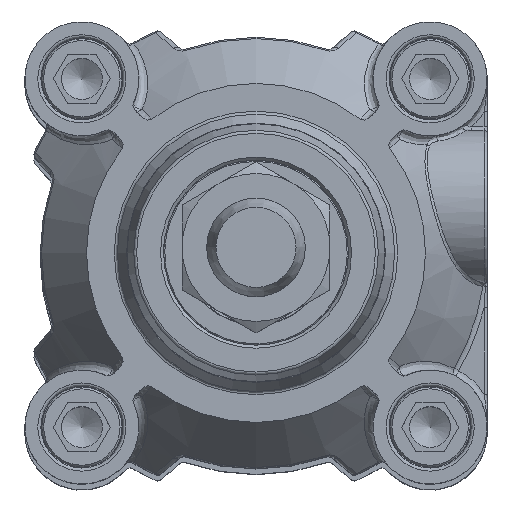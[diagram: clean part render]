
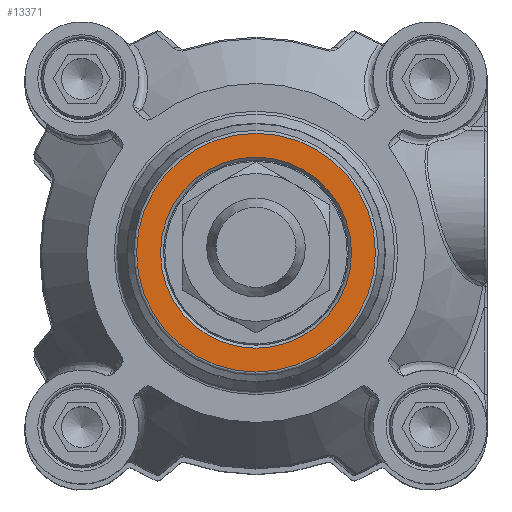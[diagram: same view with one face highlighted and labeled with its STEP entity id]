
A CAD part, top view. The second image highlights one B-rep face of the part: STEP entity #13371.
In plain terms, the highlighted planar face has unit normal (0, 0, 1).
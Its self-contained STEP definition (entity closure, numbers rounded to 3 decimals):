
#1299=FACE_BOUND('',#3269,.T.);
#1528=PLANE('',#14908);
#2454=FACE_OUTER_BOUND('',#3268,.T.);
#3268=EDGE_LOOP('',(#12314,#12315));
#3269=EDGE_LOOP('',(#12316));
#5622=CIRCLE('',#14906,15.5);
#5624=CIRCLE('',#14909,19.366);
#5625=CIRCLE('',#14910,19.366);
#6852=VERTEX_POINT('',#26678);
#6853=VERTEX_POINT('',#26683);
#6854=VERTEX_POINT('',#26684);
#8717=EDGE_CURVE('',#6852,#6852,#5622,.T.);
#8719=EDGE_CURVE('',#6853,#6854,#5624,.T.);
#8720=EDGE_CURVE('',#6854,#6853,#5625,.T.);
#12314=ORIENTED_EDGE('',*,*,#8719,.T.);
#12315=ORIENTED_EDGE('',*,*,#8720,.T.);
#12316=ORIENTED_EDGE('',*,*,#8717,.F.);
#13371=ADVANCED_FACE('',(#2454,#1299),#1528,.T.);
#14906=AXIS2_PLACEMENT_3D('',#26680,#18384,#18385);
#14908=AXIS2_PLACEMENT_3D('',#26682,#18388,#18389);
#14909=AXIS2_PLACEMENT_3D('',#26685,#18390,#18391);
#14910=AXIS2_PLACEMENT_3D('',#26686,#18392,#18393);
#18384=DIRECTION('center_axis',(0.,0.,1.));
#18385=DIRECTION('ref_axis',(-1.,0.,0.));
#18388=DIRECTION('center_axis',(0.,0.,1.));
#18389=DIRECTION('ref_axis',(1.,0.,0.));
#18390=DIRECTION('center_axis',(0.,0.,1.));
#18391=DIRECTION('ref_axis',(1.,0.,0.));
#18392=DIRECTION('center_axis',(0.,0.,1.));
#18393=DIRECTION('ref_axis',(1.,0.,0.));
#26678=CARTESIAN_POINT('',(15.5,0.,67.5));
#26680=CARTESIAN_POINT('Origin',(0.,0.,67.5));
#26682=CARTESIAN_POINT('Origin',(17.183,0.,67.5));
#26683=CARTESIAN_POINT('',(19.366,0.,67.5));
#26684=CARTESIAN_POINT('',(-19.366,0.,67.5));
#26685=CARTESIAN_POINT('Origin',(0.,0.,67.5));
#26686=CARTESIAN_POINT('Origin',(0.,0.,67.5));
